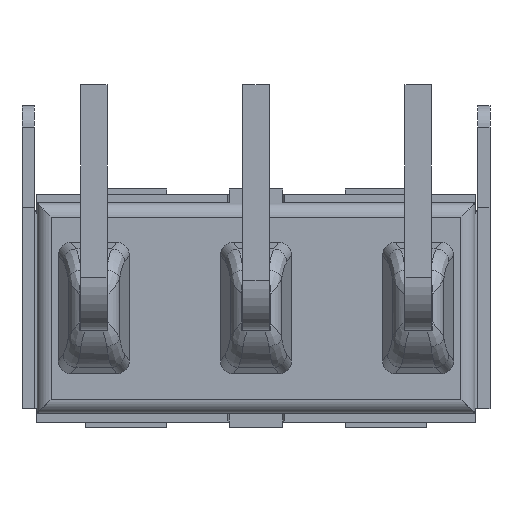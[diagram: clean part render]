
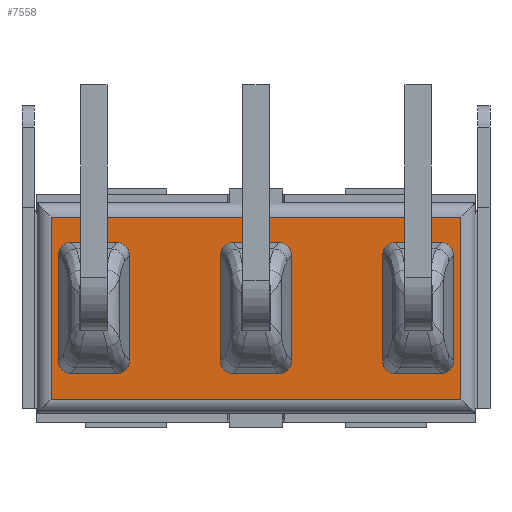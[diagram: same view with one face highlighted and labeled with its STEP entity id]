
A CAD part, front view. The second image highlights one B-rep face of the part: STEP entity #7558.
In plain terms, the highlighted planar face has unit normal (0, -1, 0).
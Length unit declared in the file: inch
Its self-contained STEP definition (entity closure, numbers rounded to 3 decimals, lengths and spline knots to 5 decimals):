
#252=FACE_BOUND('',#777,.T.);
#253=FACE_BOUND('',#778,.T.);
#254=FACE_BOUND('',#779,.T.);
#277=ELLIPSE('',#7992,0.01584,0.015);
#278=ELLIPSE('',#7993,0.01584,0.015);
#279=ELLIPSE('',#7994,0.01584,0.015);
#280=ELLIPSE('',#7995,0.01584,0.015);
#281=ELLIPSE('',#7996,0.01584,0.015);
#282=ELLIPSE('',#7997,0.01584,0.015);
#283=ELLIPSE('',#7998,0.01584,0.015);
#284=ELLIPSE('',#7999,0.01584,0.015);
#285=ELLIPSE('',#8000,0.01584,0.015);
#286=ELLIPSE('',#8001,0.01584,0.015);
#287=ELLIPSE('',#8002,0.01584,0.015);
#288=ELLIPSE('',#8003,0.01584,0.015);
#363=FACE_OUTER_BOUND('',#776,.T.);
#776=EDGE_LOOP('',(#4952,#4953,#4954,#4955));
#777=EDGE_LOOP('',(#4956,#4957,#4958,#4959,#4960,#4961,#4962,#4963));
#778=EDGE_LOOP('',(#4964,#4965,#4966,#4967,#4968,#4969,#4970,#4971));
#779=EDGE_LOOP('',(#4972,#4973,#4974,#4975,#4976,#4977,#4978,#4979));
#1214=LINE('',#10662,#2148);
#1215=LINE('',#10664,#2149);
#1216=LINE('',#10666,#2150);
#1217=LINE('',#10667,#2151);
#1218=LINE('',#10670,#2152);
#1219=LINE('',#10674,#2153);
#1220=LINE('',#10678,#2154);
#1221=LINE('',#10682,#2155);
#1222=LINE('',#10686,#2156);
#1223=LINE('',#10690,#2157);
#1224=LINE('',#10694,#2158);
#1225=LINE('',#10698,#2159);
#1226=LINE('',#10702,#2160);
#1227=LINE('',#10706,#2161);
#1228=LINE('',#10710,#2162);
#1229=LINE('',#10714,#2163);
#2148=VECTOR('',#8572,0.46772);
#2149=VECTOR('',#8573,0.20772);
#2150=VECTOR('',#8574,0.46772);
#2151=VECTOR('',#8575,0.20772);
#2152=VECTOR('',#8576,0.12052);
#2153=VECTOR('',#8579,0.05199);
#2154=VECTOR('',#8582,0.12052);
#2155=VECTOR('',#8585,0.05199);
#2156=VECTOR('',#8588,0.12052);
#2157=VECTOR('',#8591,0.05199);
#2158=VECTOR('',#8594,0.12052);
#2159=VECTOR('',#8597,0.05199);
#2160=VECTOR('',#8600,0.12052);
#2161=VECTOR('',#8603,0.05199);
#2162=VECTOR('',#8606,0.12052);
#2163=VECTOR('',#8609,0.05199);
#3082=VERTEX_POINT('',#10660);
#3083=VERTEX_POINT('',#10661);
#3084=VERTEX_POINT('',#10663);
#3085=VERTEX_POINT('',#10665);
#3086=VERTEX_POINT('',#10668);
#3087=VERTEX_POINT('',#10669);
#3088=VERTEX_POINT('',#10671);
#3089=VERTEX_POINT('',#10673);
#3090=VERTEX_POINT('',#10675);
#3091=VERTEX_POINT('',#10677);
#3092=VERTEX_POINT('',#10679);
#3093=VERTEX_POINT('',#10681);
#3094=VERTEX_POINT('',#10684);
#3095=VERTEX_POINT('',#10685);
#3096=VERTEX_POINT('',#10687);
#3097=VERTEX_POINT('',#10689);
#3098=VERTEX_POINT('',#10691);
#3099=VERTEX_POINT('',#10693);
#3100=VERTEX_POINT('',#10695);
#3101=VERTEX_POINT('',#10697);
#3102=VERTEX_POINT('',#10700);
#3103=VERTEX_POINT('',#10701);
#3104=VERTEX_POINT('',#10703);
#3105=VERTEX_POINT('',#10705);
#3106=VERTEX_POINT('',#10707);
#3107=VERTEX_POINT('',#10709);
#3108=VERTEX_POINT('',#10711);
#3109=VERTEX_POINT('',#10713);
#3802=EDGE_CURVE('',#3082,#3083,#1214,.T.);
#3803=EDGE_CURVE('',#3083,#3084,#1215,.T.);
#3804=EDGE_CURVE('',#3084,#3085,#1216,.T.);
#3805=EDGE_CURVE('',#3085,#3082,#1217,.T.);
#3806=EDGE_CURVE('',#3086,#3087,#1218,.T.);
#3807=EDGE_CURVE('',#3087,#3088,#277,.T.);
#3808=EDGE_CURVE('',#3088,#3089,#1219,.T.);
#3809=EDGE_CURVE('',#3090,#3089,#278,.T.);
#3810=EDGE_CURVE('',#3091,#3090,#1220,.T.);
#3811=EDGE_CURVE('',#3091,#3092,#279,.T.);
#3812=EDGE_CURVE('',#3093,#3092,#1221,.T.);
#3813=EDGE_CURVE('',#3086,#3093,#280,.T.);
#3814=EDGE_CURVE('',#3094,#3095,#1222,.T.);
#3815=EDGE_CURVE('',#3095,#3096,#281,.T.);
#3816=EDGE_CURVE('',#3096,#3097,#1223,.T.);
#3817=EDGE_CURVE('',#3098,#3097,#282,.T.);
#3818=EDGE_CURVE('',#3099,#3098,#1224,.T.);
#3819=EDGE_CURVE('',#3099,#3100,#283,.T.);
#3820=EDGE_CURVE('',#3101,#3100,#1225,.T.);
#3821=EDGE_CURVE('',#3094,#3101,#284,.T.);
#3822=EDGE_CURVE('',#3102,#3103,#1226,.T.);
#3823=EDGE_CURVE('',#3103,#3104,#285,.T.);
#3824=EDGE_CURVE('',#3104,#3105,#1227,.T.);
#3825=EDGE_CURVE('',#3106,#3105,#286,.T.);
#3826=EDGE_CURVE('',#3107,#3106,#1228,.T.);
#3827=EDGE_CURVE('',#3107,#3108,#287,.T.);
#3828=EDGE_CURVE('',#3109,#3108,#1229,.T.);
#3829=EDGE_CURVE('',#3102,#3109,#288,.T.);
#4952=ORIENTED_EDGE('',*,*,#3802,.T.);
#4953=ORIENTED_EDGE('',*,*,#3803,.T.);
#4954=ORIENTED_EDGE('',*,*,#3804,.T.);
#4955=ORIENTED_EDGE('',*,*,#3805,.T.);
#4956=ORIENTED_EDGE('',*,*,#3806,.T.);
#4957=ORIENTED_EDGE('',*,*,#3807,.T.);
#4958=ORIENTED_EDGE('',*,*,#3808,.T.);
#4959=ORIENTED_EDGE('',*,*,#3809,.F.);
#4960=ORIENTED_EDGE('',*,*,#3810,.F.);
#4961=ORIENTED_EDGE('',*,*,#3811,.T.);
#4962=ORIENTED_EDGE('',*,*,#3812,.F.);
#4963=ORIENTED_EDGE('',*,*,#3813,.F.);
#4964=ORIENTED_EDGE('',*,*,#3814,.T.);
#4965=ORIENTED_EDGE('',*,*,#3815,.T.);
#4966=ORIENTED_EDGE('',*,*,#3816,.T.);
#4967=ORIENTED_EDGE('',*,*,#3817,.F.);
#4968=ORIENTED_EDGE('',*,*,#3818,.F.);
#4969=ORIENTED_EDGE('',*,*,#3819,.T.);
#4970=ORIENTED_EDGE('',*,*,#3820,.F.);
#4971=ORIENTED_EDGE('',*,*,#3821,.F.);
#4972=ORIENTED_EDGE('',*,*,#3822,.T.);
#4973=ORIENTED_EDGE('',*,*,#3823,.T.);
#4974=ORIENTED_EDGE('',*,*,#3824,.T.);
#4975=ORIENTED_EDGE('',*,*,#3825,.F.);
#4976=ORIENTED_EDGE('',*,*,#3826,.F.);
#4977=ORIENTED_EDGE('',*,*,#3827,.T.);
#4978=ORIENTED_EDGE('',*,*,#3828,.F.);
#4979=ORIENTED_EDGE('',*,*,#3829,.F.);
#7252=PLANE('',#7991);
#7558=ADVANCED_FACE('',(#363,#252,#253,#254),#7252,.F.);
#7991=AXIS2_PLACEMENT_3D('',#10659,#8570,#8571);
#7992=AXIS2_PLACEMENT_3D('',#10672,#8577,#8578);
#7993=AXIS2_PLACEMENT_3D('',#10676,#8580,#8581);
#7994=AXIS2_PLACEMENT_3D('',#10680,#8583,#8584);
#7995=AXIS2_PLACEMENT_3D('',#10683,#8586,#8587);
#7996=AXIS2_PLACEMENT_3D('',#10688,#8589,#8590);
#7997=AXIS2_PLACEMENT_3D('',#10692,#8592,#8593);
#7998=AXIS2_PLACEMENT_3D('',#10696,#8595,#8596);
#7999=AXIS2_PLACEMENT_3D('',#10699,#8598,#8599);
#8000=AXIS2_PLACEMENT_3D('',#10704,#8601,#8602);
#8001=AXIS2_PLACEMENT_3D('',#10708,#8604,#8605);
#8002=AXIS2_PLACEMENT_3D('',#10712,#8607,#8608);
#8003=AXIS2_PLACEMENT_3D('',#10715,#8610,#8611);
#8570=DIRECTION('center_axis',(0.,1.,0.));
#8571=DIRECTION('ref_axis',(1.,0.,0.));
#8572=DIRECTION('',(-1.,0.,0.));
#8573=DIRECTION('',(0.,0.,-1.));
#8574=DIRECTION('',(1.,0.,0.));
#8575=DIRECTION('',(0.,0.,1.));
#8576=DIRECTION('',(0.,0.,1.));
#8577=DIRECTION('center_axis',(0.,1.,0.));
#8578=DIRECTION('ref_axis',(-0.596,0.,0.803));
#8579=DIRECTION('',(1.,0.,0.));
#8580=DIRECTION('center_axis',(0.,-1.,0.));
#8581=DIRECTION('ref_axis',(0.596,0.,0.803));
#8582=DIRECTION('',(0.,0.,1.));
#8583=DIRECTION('center_axis',(0.,1.,0.));
#8584=DIRECTION('ref_axis',(0.596,0.,-0.803));
#8585=DIRECTION('',(1.,0.,0.));
#8586=DIRECTION('center_axis',(0.,-1.,0.));
#8587=DIRECTION('ref_axis',(-0.596,0.,-0.803));
#8588=DIRECTION('',(0.,0.,1.));
#8589=DIRECTION('center_axis',(0.,1.,0.));
#8590=DIRECTION('ref_axis',(-0.596,0.,0.803));
#8591=DIRECTION('',(1.,0.,0.));
#8592=DIRECTION('center_axis',(0.,-1.,0.));
#8593=DIRECTION('ref_axis',(0.596,0.,0.803));
#8594=DIRECTION('',(0.,0.,1.));
#8595=DIRECTION('center_axis',(0.,1.,0.));
#8596=DIRECTION('ref_axis',(0.596,0.,-0.803));
#8597=DIRECTION('',(1.,0.,0.));
#8598=DIRECTION('center_axis',(0.,-1.,0.));
#8599=DIRECTION('ref_axis',(-0.596,0.,-0.803));
#8600=DIRECTION('',(0.,0.,1.));
#8601=DIRECTION('center_axis',(0.,1.,0.));
#8602=DIRECTION('ref_axis',(-0.596,0.,0.803));
#8603=DIRECTION('',(1.,0.,0.));
#8604=DIRECTION('center_axis',(0.,-1.,0.));
#8605=DIRECTION('ref_axis',(0.596,0.,0.803));
#8606=DIRECTION('',(0.,0.,1.));
#8607=DIRECTION('center_axis',(0.,1.,0.));
#8608=DIRECTION('ref_axis',(0.596,0.,-0.803));
#8609=DIRECTION('',(1.,0.,0.));
#8610=DIRECTION('center_axis',(0.,-1.,0.));
#8611=DIRECTION('ref_axis',(-0.596,0.,-0.803));
#10659=CARTESIAN_POINT('Origin',(0.,0.,0.));
#10660=CARTESIAN_POINT('',(0.23386,0.,0.10386));
#10661=CARTESIAN_POINT('',(-0.23386,0.,0.10386));
#10662=CARTESIAN_POINT('',(0.23386,0.,0.10386));
#10663=CARTESIAN_POINT('',(-0.23386,0.,-0.10386));
#10664=CARTESIAN_POINT('',(-0.23386,0.,0.10386));
#10665=CARTESIAN_POINT('',(0.23386,0.,-0.10386));
#10666=CARTESIAN_POINT('',(-0.23386,0.,-0.10386));
#10667=CARTESIAN_POINT('',(0.23386,0.,-0.10386));
#10668=CARTESIAN_POINT('',(-0.2255,0.,-0.06026));
#10669=CARTESIAN_POINT('',(-0.2255,0.,0.06026));
#10670=CARTESIAN_POINT('',(-0.2255,0.,-0.06026));
#10671=CARTESIAN_POINT('',(-0.21099,0.,0.075));
#10672=CARTESIAN_POINT('Origin',(-0.2102,0.,
0.05945));
#10673=CARTESIAN_POINT('',(-0.15901,0.,0.075));
#10674=CARTESIAN_POINT('',(-0.21099,0.,0.075));
#10675=CARTESIAN_POINT('',(-0.1445,0.,0.06026));
#10676=CARTESIAN_POINT('Origin',(-0.1598,0.,0.05945));
#10677=CARTESIAN_POINT('',(-0.1445,0.,-0.06026));
#10678=CARTESIAN_POINT('',(-0.1445,0.,-0.06026));
#10679=CARTESIAN_POINT('',(-0.15901,0.,-0.075));
#10680=CARTESIAN_POINT('Origin',(-0.1598,0.,
-0.05945));
#10681=CARTESIAN_POINT('',(-0.21099,0.,-0.075));
#10682=CARTESIAN_POINT('',(-0.21099,0.,-0.075));
#10683=CARTESIAN_POINT('Origin',(-0.2102,0.,-0.05945));
#10684=CARTESIAN_POINT('',(-0.0405,0.,-0.06026));
#10685=CARTESIAN_POINT('',(-0.0405,0.,0.06026));
#10686=CARTESIAN_POINT('',(-0.0405,0.,-0.06026));
#10687=CARTESIAN_POINT('',(-0.02599,0.,0.075));
#10688=CARTESIAN_POINT('Origin',(-0.0252,0.,
0.05945));
#10689=CARTESIAN_POINT('',(0.02599,0.,0.075));
#10690=CARTESIAN_POINT('',(-0.02599,0.,0.075));
#10691=CARTESIAN_POINT('',(0.0405,0.,0.06026));
#10692=CARTESIAN_POINT('Origin',(0.0252,0.,0.05945));
#10693=CARTESIAN_POINT('',(0.0405,0.,-0.06026));
#10694=CARTESIAN_POINT('',(0.0405,0.,-0.06026));
#10695=CARTESIAN_POINT('',(0.02599,0.,-0.075));
#10696=CARTESIAN_POINT('Origin',(0.0252,0.,
-0.05945));
#10697=CARTESIAN_POINT('',(-0.02599,0.,-0.075));
#10698=CARTESIAN_POINT('',(-0.02599,0.,-0.075));
#10699=CARTESIAN_POINT('Origin',(-0.0252,0.,-0.05945));
#10700=CARTESIAN_POINT('',(0.1445,0.,-0.06026));
#10701=CARTESIAN_POINT('',(0.1445,0.,0.06026));
#10702=CARTESIAN_POINT('',(0.1445,0.,-0.06026));
#10703=CARTESIAN_POINT('',(0.15901,0.,0.075));
#10704=CARTESIAN_POINT('Origin',(0.1598,0.,
0.05945));
#10705=CARTESIAN_POINT('',(0.21099,0.,0.075));
#10706=CARTESIAN_POINT('',(0.15901,0.,0.075));
#10707=CARTESIAN_POINT('',(0.2255,0.,0.06026));
#10708=CARTESIAN_POINT('Origin',(0.2102,0.,0.05945));
#10709=CARTESIAN_POINT('',(0.2255,0.,-0.06026));
#10710=CARTESIAN_POINT('',(0.2255,0.,-0.06026));
#10711=CARTESIAN_POINT('',(0.21099,0.,-0.075));
#10712=CARTESIAN_POINT('Origin',(0.2102,0.,
-0.05945));
#10713=CARTESIAN_POINT('',(0.15901,0.,-0.075));
#10714=CARTESIAN_POINT('',(0.15901,0.,-0.075));
#10715=CARTESIAN_POINT('Origin',(0.1598,0.,-0.05945));
